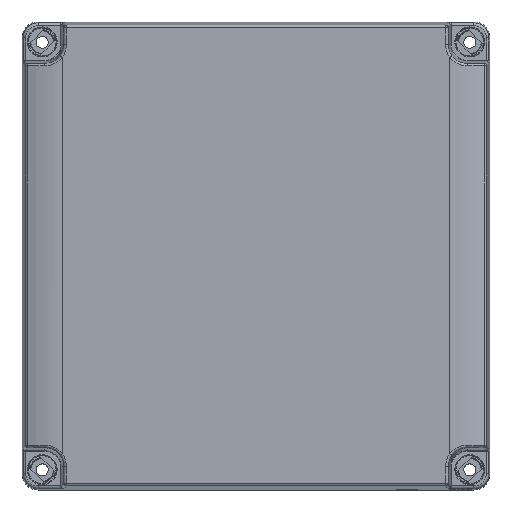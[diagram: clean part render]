
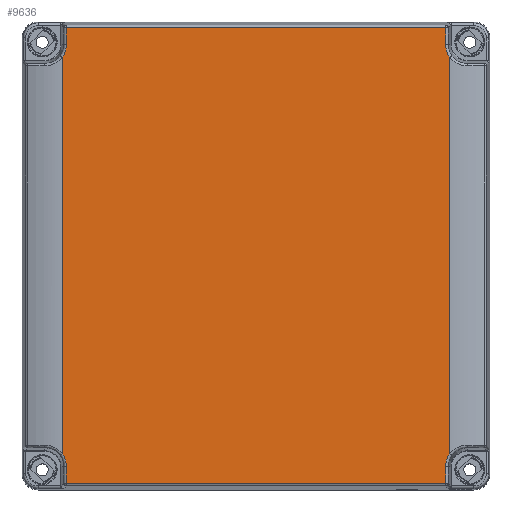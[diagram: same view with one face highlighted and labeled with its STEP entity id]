
A CAD part, top view. The second image highlights one B-rep face of the part: STEP entity #9636.
In plain terms, the highlighted planar face has unit normal (0, 0, 1).
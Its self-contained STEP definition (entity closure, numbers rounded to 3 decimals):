
#2855=DIRECTION('',(-1.,0.,0.));
#2856=VECTOR('',#2855,141.802);
#2857=CARTESIAN_POINT('',(70.901,-85.208,75.));
#2858=LINE('',#2857,#2856);
#3148=DIRECTION('',(1.,0.,0.));
#3149=VECTOR('',#3148,141.802);
#3150=CARTESIAN_POINT('',(-70.901,85.208,75.));
#3151=LINE('',#3150,#3149);
#3396=DIRECTION('',(0.,1.,0.));
#3397=VECTOR('',#3396,6.208);
#3398=CARTESIAN_POINT('',(-70.901,79.,75.));
#3399=LINE('',#3398,#3397);
#3405=DIRECTION('',(0.,1.,0.));
#3406=VECTOR('',#3405,148.337);
#3407=CARTESIAN_POINT('',(-72.5,-74.168,
75.));
#3408=LINE('',#3407,#3406);
#3409=DIRECTION('',(0.,1.,0.));
#3410=VECTOR('',#3409,6.208);
#3411=CARTESIAN_POINT('',(70.901,79.,75.));
#3412=LINE('',#3411,#3410);
#3607=DIRECTION('',(0.,1.,0.));
#3608=VECTOR('',#3607,6.208);
#3609=CARTESIAN_POINT('',(70.901,-85.208,75.));
#3610=LINE('',#3609,#3608);
#3620=CARTESIAN_POINT('',(79.,-79.,75.));
#3621=DIRECTION('',(0.,0.,-1.));
#3622=DIRECTION('',(-1.,0.,0.));
#3623=AXIS2_PLACEMENT_3D('',#3620,#3621,#3622);
#3658=DIRECTION('',(0.,1.,0.));
#3659=VECTOR('',#3658,148.337);
#3660=CARTESIAN_POINT('',(72.5,-74.168,75.));
#3661=LINE('',#3660,#3659);
#3701=CARTESIAN_POINT('',(72.5,74.168,75.));
#3717=CARTESIAN_POINT('',(79.,79.,75.));
#3718=DIRECTION('',(0.,0.,-1.));
#3719=DIRECTION('',(-0.803,-0.597,0.));
#3720=AXIS2_PLACEMENT_3D('',#3717,#3718,#3719);
#3759=DIRECTION('',(0.,-1.,0.));
#3760=VECTOR('',#3759,6.208);
#3761=CARTESIAN_POINT('',(-70.901,-79.,75.));
#3762=LINE('',#3761,#3760);
#3895=CARTESIAN_POINT('',(-79.,-79.,75.));
#3896=DIRECTION('',(0.,0.,-1.));
#3897=DIRECTION('',(0.803,0.597,0.));
#3898=AXIS2_PLACEMENT_3D('',#3895,#3896,#3897);
#3919=CARTESIAN_POINT('',(-79.,79.,75.));
#3920=DIRECTION('',(0.,0.,1.));
#3921=DIRECTION('',(0.803,-0.597,0.));
#3922=AXIS2_PLACEMENT_3D('',#3919,#3920,#3921);
#4766=CARTESIAN_POINT('',(-70.901,79.,75.));
#4767=CARTESIAN_POINT('',(-70.901,85.208,75.));
#4768=VERTEX_POINT('',#4766);
#4769=VERTEX_POINT('',#4767);
#4772=CARTESIAN_POINT('',(-72.5,74.168,75.));
#4773=VERTEX_POINT('',#4772);
#4778=CARTESIAN_POINT('',(70.901,85.208,75.));
#4779=VERTEX_POINT('',#4778);
#4840=CARTESIAN_POINT('',(70.901,-85.208,75.));
#4841=CARTESIAN_POINT('',(-70.901,-85.208,75.));
#4842=VERTEX_POINT('',#4840);
#4843=VERTEX_POINT('',#4841);
#4864=CARTESIAN_POINT('',(-70.901,-79.,75.));
#4865=VERTEX_POINT('',#4864);
#4868=CARTESIAN_POINT('',(-72.5,-74.168,75.));
#4869=VERTEX_POINT('',#4868);
#4874=CARTESIAN_POINT('',(70.901,-79.,75.));
#4875=VERTEX_POINT('',#4874);
#4878=CARTESIAN_POINT('',(72.5,-74.168,75.));
#4879=VERTEX_POINT('',#4878);
#4886=VERTEX_POINT('',#3701);
#4888=CARTESIAN_POINT('',(70.901,79.,75.));
#4889=VERTEX_POINT('',#4888);
#9609=CARTESIAN_POINT('',(-72.5,-87.5,75.));
#9610=DIRECTION('',(0.,0.,1.));
#9611=DIRECTION('',(1.,0.,0.));
#9612=AXIS2_PLACEMENT_3D('',#9609,#9610,#9611);
#9613=PLANE('',#9612);
#9614=ORIENTED_EDGE('',*,*,#9602,.T.);
#9615=ORIENTED_EDGE('',*,*,#9187,.T.);
#9617=ORIENTED_EDGE('',*,*,#9616,.F.);
#9619=ORIENTED_EDGE('',*,*,#9618,.F.);
#9621=ORIENTED_EDGE('',*,*,#9620,.F.);
#9623=ORIENTED_EDGE('',*,*,#9622,.F.);
#9625=ORIENTED_EDGE('',*,*,#9624,.F.);
#9626=ORIENTED_EDGE('',*,*,#8683,.T.);
#9628=ORIENTED_EDGE('',*,*,#9627,.F.);
#9630=ORIENTED_EDGE('',*,*,#9629,.F.);
#9631=ORIENTED_EDGE('',*,*,#8890,.T.);
#9633=ORIENTED_EDGE('',*,*,#9632,.T.);
#9634=EDGE_LOOP('',(#9614,#9615,#9617,#9619,#9621,#9623,#9625,#9626,#9628,#9630,
#9631,#9633));
#9635=FACE_OUTER_BOUND('',#9634,.F.);
#3624=CIRCLE('',#3623,8.099);
#3721=CIRCLE('',#3720,8.099);
#3899=CIRCLE('',#3898,8.099);
#3923=CIRCLE('',#3922,8.099);
#8683=EDGE_CURVE('',#4842,#4843,#2858,.T.);
#8890=EDGE_CURVE('',#4869,#4773,#3408,.T.);
#9187=EDGE_CURVE('',#4769,#4779,#3151,.T.);
#9602=EDGE_CURVE('',#4768,#4769,#3399,.T.);
#9616=EDGE_CURVE('',#4889,#4779,#3412,.T.);
#9618=EDGE_CURVE('',#4886,#4889,#3721,.T.);
#9620=EDGE_CURVE('',#4879,#4886,#3661,.T.);
#9622=EDGE_CURVE('',#4875,#4879,#3624,.T.);
#9624=EDGE_CURVE('',#4842,#4875,#3610,.T.);
#9627=EDGE_CURVE('',#4865,#4843,#3762,.T.);
#9629=EDGE_CURVE('',#4869,#4865,#3899,.T.);
#9632=EDGE_CURVE('',#4773,#4768,#3923,.T.);
#9636=ADVANCED_FACE('',(#9635),#9613,.T.);
